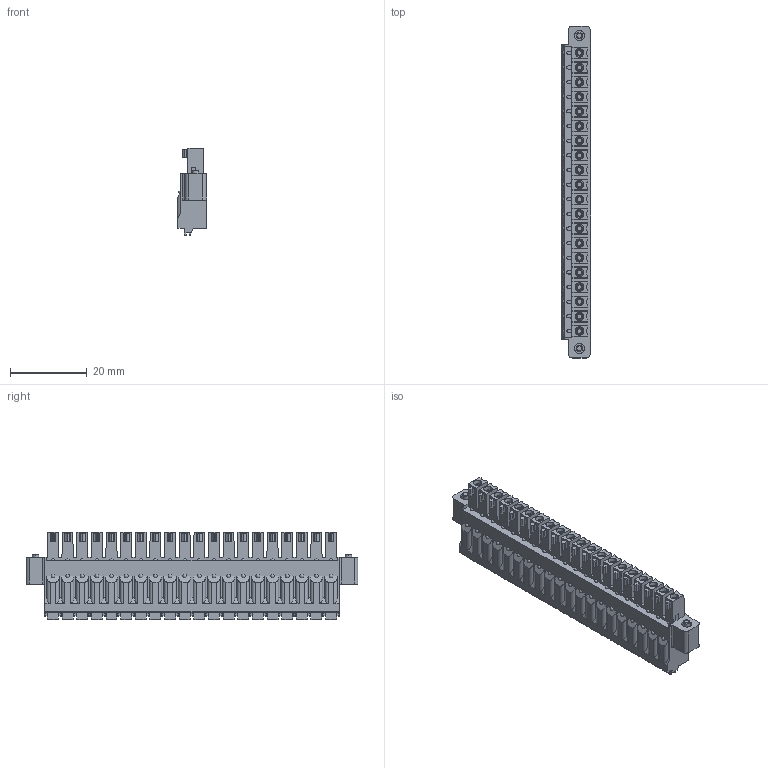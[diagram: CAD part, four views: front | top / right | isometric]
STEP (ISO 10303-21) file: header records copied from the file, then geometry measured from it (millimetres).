
FILE_DESCRIPTION((''),'2;1');
FILE_NAME('TLPSW-107-06P-X','2024-09-24T',('sheji'),(''),'PRO/ENGINEER BY PARAMETRIC TECHNOLOGY CORPORATION, 2015240','PRO/ENGINEER BY PARAMETRIC TECHNOLOGY CORPORATION, 2015240','');
FILE_SCHEMA(('CONFIG_CONTROL_DESIGN'));
Length unit declared in the file: millimetre
Products named in the file (1): TLPSW-107-06P-X
Bounding box: 7.75 x 86.39 x 22.9 mm (x, y, z)
Volume: 9456.9 mm3; surface area: 7374.2 mm2
Topology: 1 solids, 1 shells, 1353 faces, 3738 edges, 2456 vertices
Faces by surface type: plane 669, cylinder 476, cone 120, torus 48, sphere 40
Entity records: 44084 total; most frequent: CARTESIAN_POINT 8651, DIRECTION 7626, ORIENTED_EDGE 7396, EDGE_CURVE 3698, AXIS2_PLACEMENT_3D 2743, VERTEX_POINT 2456, VECTOR 2140, LINE 2140
